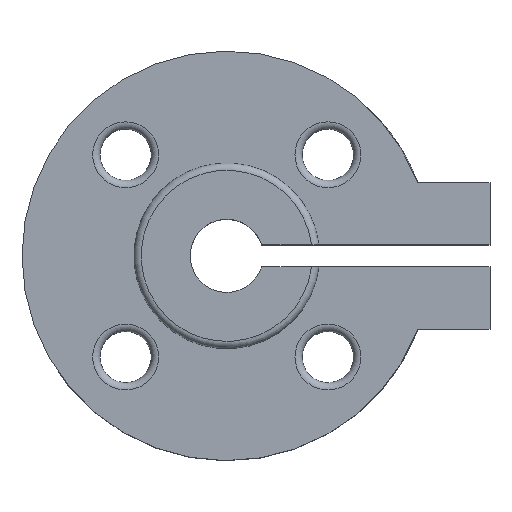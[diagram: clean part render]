
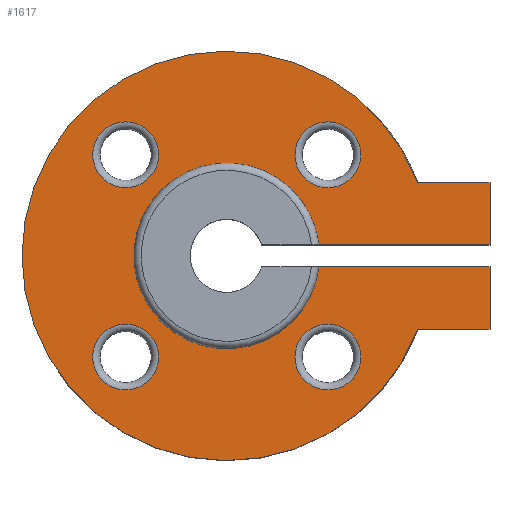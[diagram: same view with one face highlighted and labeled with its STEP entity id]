
A CAD part, top view. The second image highlights one B-rep face of the part: STEP entity #1617.
In plain terms, the highlighted planar face has unit normal (0, 0, 1).
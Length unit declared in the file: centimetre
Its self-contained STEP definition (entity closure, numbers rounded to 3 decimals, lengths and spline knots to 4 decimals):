
#160=PLANE('',#1723);
#191=VECTOR('',#1789,1.);
#318=VECTOR('',#2001,1.);
#319=VECTOR('',#2002,1.);
#320=VECTOR('',#2003,1.);
#321=VECTOR('',#2004,1.);
#356=LINE('',#2191,#191);
#483=LINE('',#2736,#318);
#484=LINE('',#2738,#319);
#485=LINE('',#2740,#320);
#486=LINE('',#2741,#321);
#526=CIRCLE('',#1658,0.635);
#530=CIRCLE('',#1668,1.4);
#536=CIRCLE('',#1722,0.2253);
#537=CIRCLE('',#1724,0.2253);
#538=CIRCLE('',#1725,0.2253);
#539=CIRCLE('',#1726,0.2253);
#556=VERTEX_POINT('',#2178);
#557=VERTEX_POINT('',#2180);
#561=VERTEX_POINT('',#2190);
#571=VERTEX_POINT('',#2420);
#572=VERTEX_POINT('',#2422);
#661=VERTEX_POINT('',#2730);
#662=VERTEX_POINT('',#2733);
#663=VERTEX_POINT('',#2735);
#664=VERTEX_POINT('',#2737);
#665=VERTEX_POINT('',#2739);
#666=VERTEX_POINT('',#2742);
#667=VERTEX_POINT('',#2744);
#701=EDGE_CURVE('',#557,#556,#526,.T.);
#707=EDGE_CURVE('',#556,#561,#356,.T.);
#719=EDGE_CURVE('',#571,#572,#530,.T.);
#858=EDGE_CURVE('',#661,#661,#536,.T.);
#859=EDGE_CURVE('',#662,#662,#537,.T.);
#860=EDGE_CURVE('',#663,#663,#538,.T.);
#861=EDGE_CURVE('',#664,#557,#483,.T.);
#862=EDGE_CURVE('',#665,#561,#484,.T.);
#863=EDGE_CURVE('',#572,#665,#485,.T.);
#864=EDGE_CURVE('',#666,#571,#486,.T.);
#865=EDGE_CURVE('',#664,#666,#484,.T.);
#866=EDGE_CURVE('',#667,#667,#539,.T.);
#1164=ORIENTED_EDGE('',*,*,#859,.F.);
#1165=ORIENTED_EDGE('',*,*,#860,.F.);
#1166=ORIENTED_EDGE('',*,*,#861,.T.);
#1167=ORIENTED_EDGE('',*,*,#701,.T.);
#1168=ORIENTED_EDGE('',*,*,#707,.T.);
#1169=ORIENTED_EDGE('',*,*,#862,.F.);
#1170=ORIENTED_EDGE('',*,*,#863,.F.);
#1171=ORIENTED_EDGE('',*,*,#719,.F.);
#1172=ORIENTED_EDGE('',*,*,#864,.F.);
#1173=ORIENTED_EDGE('',*,*,#865,.F.);
#1174=ORIENTED_EDGE('',*,*,#866,.F.);
#1175=ORIENTED_EDGE('',*,*,#858,.F.);
#1389=EDGE_LOOP('',(#1164));
#1390=EDGE_LOOP('',(#1165));
#1391=EDGE_LOOP('',(#1166,#1167,#1168,#1169,#1170,#1171,#1172,#1173));
#1392=EDGE_LOOP('',(#1174));
#1393=EDGE_LOOP('',(#1175));
#1506=FACE_BOUND('',#1389,.T.);
#1507=FACE_BOUND('',#1390,.T.);
#1508=FACE_BOUND('',#1391,.T.);
#1509=FACE_BOUND('',#1392,.T.);
#1510=FACE_BOUND('',#1393,.T.);
#1617=ADVANCED_FACE('',(#1506,#1507,#1508,#1509,#1510),#160,.T.);
#1658=AXIS2_PLACEMENT_3D('',#2179,#1781,#1782);
#1668=AXIS2_PLACEMENT_3D('',#2421,#1807,#1808);
#1722=AXIS2_PLACEMENT_3D('',#2729,#1994,#1995);
#1723=AXIS2_PLACEMENT_3D('',#2731,#1996,$);
#1724=AXIS2_PLACEMENT_3D('',#2732,#1997,#1998);
#1725=AXIS2_PLACEMENT_3D('',#2734,#1999,#2000);
#1726=AXIS2_PLACEMENT_3D('',#2743,#2005,#2006);
#1781=DIRECTION('',(0.,0.,-1.));
#1782=DIRECTION('',(0.635,0.,0.));
#1789=DIRECTION('',(1.,0.,0.));
#1807=DIRECTION('',(0.,0.,-1.));
#1808=DIRECTION('',(-1.4,0.,0.));
#1994=DIRECTION('',(0.,0.,1.));
#1995=DIRECTION('',(-0.225,0.,0.));
#1996=DIRECTION('',(0.,0.,1.));
#1997=DIRECTION('',(0.,0.,1.));
#1998=DIRECTION('',(0.225,0.,0.));
#1999=DIRECTION('',(0.,0.,1.));
#2000=DIRECTION('',(0.,0.225,0.));
#2001=DIRECTION('',(-1.,0.,0.));
#2002=DIRECTION('',(0.,-1.,0.));
#2003=DIRECTION('',(1.,0.,0.));
#2004=DIRECTION('',(-1.,0.,0.));
#2005=DIRECTION('',(0.,0.,1.));
#2006=DIRECTION('',(0.,-0.225,0.));
#2178=CARTESIAN_POINT('',(0.6306,0.075,0.8));
#2179=CARTESIAN_POINT('',(0.,0.,0.8));
#2180=CARTESIAN_POINT('',(0.6306,-0.075,0.8));
#2190=CARTESIAN_POINT('',(1.8,0.075,0.8));
#2191=CARTESIAN_POINT('',(0.45,0.075,0.8));
#2420=CARTESIAN_POINT('',(1.3077,-0.5,0.8));
#2421=CARTESIAN_POINT('',(0.,0.,0.8));
#2422=CARTESIAN_POINT('',(1.3077,0.5,0.8));
#2729=CARTESIAN_POINT('',(0.6915,-0.6915,0.8));
#2730=CARTESIAN_POINT('',(0.9168,-0.6915,0.8));
#2731=CARTESIAN_POINT('',(0.,0.,0.8));
#2732=CARTESIAN_POINT('',(-0.6915,0.6915,0.8));
#2733=CARTESIAN_POINT('',(-0.9168,0.6915,0.8));
#2734=CARTESIAN_POINT('',(-0.6915,-0.6915,0.8));
#2735=CARTESIAN_POINT('',(-0.6915,-0.9168,0.8));
#2736=CARTESIAN_POINT('',(0.45,-0.075,0.8));
#2737=CARTESIAN_POINT('',(1.8,-0.075,0.8));
#2738=CARTESIAN_POINT('',(1.8,0.,0.8));
#2739=CARTESIAN_POINT('',(1.8,0.5,0.8));
#2740=CARTESIAN_POINT('',(0.575,0.5,0.8));
#2741=CARTESIAN_POINT('',(0.575,-0.5,0.8));
#2742=CARTESIAN_POINT('',(1.8,-0.5,0.8));
#2743=CARTESIAN_POINT('',(0.6915,0.6915,0.8));
#2744=CARTESIAN_POINT('',(0.6915,0.9168,0.8));
